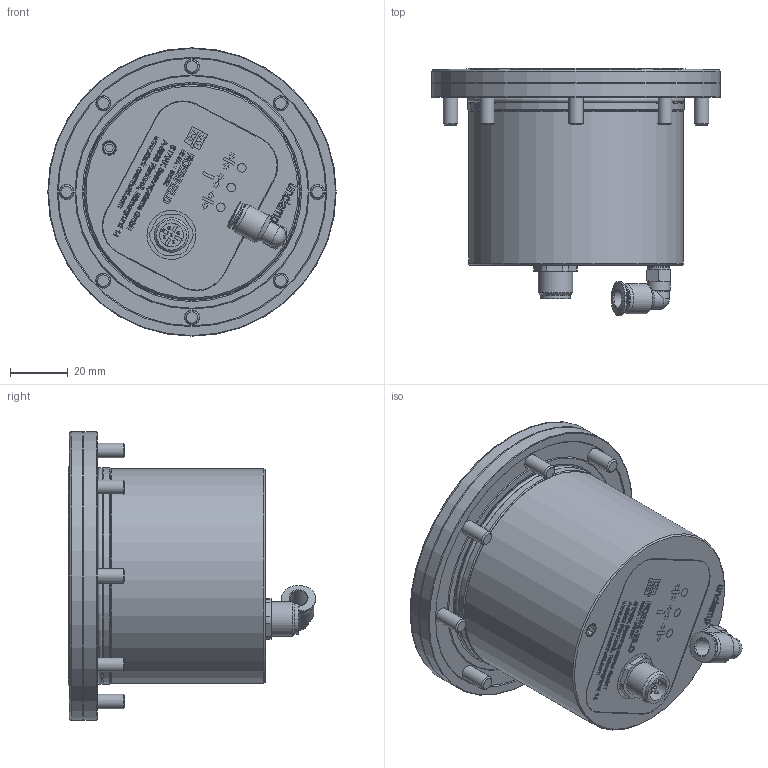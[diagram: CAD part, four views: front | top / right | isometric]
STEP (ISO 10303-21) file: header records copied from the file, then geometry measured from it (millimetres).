
FILE_DESCRIPTION (( 'STEP AP214' ), '1' );
FILE_NAME ('5000 110-1 (066-040-5-03) STARK.airtec D100.STEP', '2022-01-28T13:04:11', ( '' ), ( '' ), 'SwSTEP 2.0', 'SolidWorks 2021', '' );
FILE_SCHEMA (( 'AUTOMOTIVE_DESIGN' ));
Length unit declared in the file: millimetre
Products named in the file (1): 5000 110-1 (066-040-5-03) STARK.airtec D100
Bounding box: 100 x 85.7 x 100 mm (x, y, z)
Volume: 316242.7 mm3; surface area: 42454.2 mm2
Topology: 1 solids, 3 shells, 1945 faces, 5111 edges, 3402 vertices
Faces by surface type: plane 1119, bspline 584, cylinder 142, cone 62, torus 36, sphere 2
Full cylindrical faces by diameter (mm): 1 x5, 2.1 x2, 5 x9, 5.2 x8, 6 x1, 7 x1, 7.6 x2, 7.875 x1, 8.3 x1, 8.5 x8, 9 x8, 9.001 x8, 9.696 x1, 10.5 x2, 11.5 x3, 12 x2, 12.05 x1, 17 x1, 32 x1, 32.2 x1, 73.804 x2, 74.6 x1, 75 x1, 100 x2
Entity records: 89952 total; most frequent: CARTESIAN_POINT 41061, ORIENTED_EDGE 9834, DIRECTION 6744, EDGE_CURVE 4917, VERTEX_POINT 3358, LINE 3272, VECTOR 3272, EDGE_LOOP 2329
